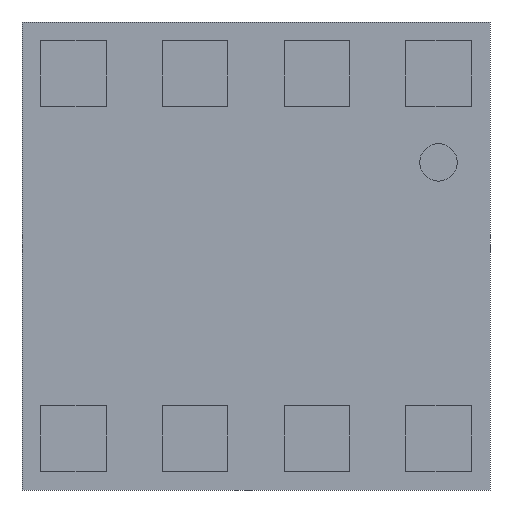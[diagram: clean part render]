
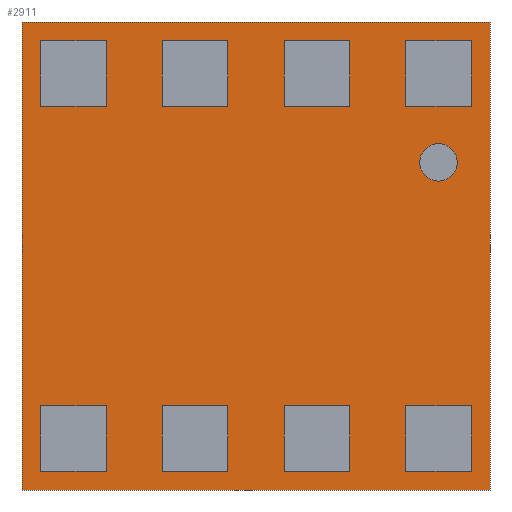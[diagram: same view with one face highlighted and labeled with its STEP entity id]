
A CAD part, left-side view. The second image highlights one B-rep face of the part: STEP entity #2911.
In plain terms, the highlighted planar face has unit normal (-1, 0, 0).
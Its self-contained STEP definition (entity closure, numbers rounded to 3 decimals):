
#2911=ADVANCED_FACE('',(#6551),#6553,.F.);
#6551=FACE_BOUND('',#6552,.T.);
#6552=EDGE_LOOP('',(#8468,#8469,#8470,#8471));
#6553=PLANE('',#6554);
#6554=AXIS2_PLACEMENT_3D('',#6555,#6556,#6557);
#6555=CARTESIAN_POINT('',(0.02,0.,0.));
#6556=DIRECTION('',(1.,0.,0.));
#6557=DIRECTION('',(0.,1.,0.));
#8468=ORIENTED_EDGE('',*,*,#9247,.F.);
#8469=ORIENTED_EDGE('',*,*,#9244,.F.);
#8470=ORIENTED_EDGE('',*,*,#9241,.F.);
#8471=ORIENTED_EDGE('',*,*,#9237,.F.);
#9237=EDGE_CURVE('',#10512,#10513,#10514,.T.);
#9241=EDGE_CURVE('',#10513,#10520,#10521,.T.);
#9244=EDGE_CURVE('',#10520,#10525,#10526,.T.);
#9247=EDGE_CURVE('',#10525,#10512,#10530,.T.);
#10512=VERTEX_POINT('',#13481);
#10513=VERTEX_POINT('',#13482);
#10514=LINE('',#13483,#13484);
#10520=VERTEX_POINT('',#13497);
#10521=LINE('',#13498,#13499);
#10525=VERTEX_POINT('',#13508);
#10526=LINE('',#13509,#13510);
#10530=LINE('',#13519,#13520);
#13481=CARTESIAN_POINT('',(0.02,1.25,1.25));
#13482=CARTESIAN_POINT('',(0.02,-1.25,1.25));
#13483=CARTESIAN_POINT('',(0.02,1.25,1.25));
#13484=VECTOR('',#13485,1.);
#13485=DIRECTION('',(0.,-1.,0.));
#13497=CARTESIAN_POINT('',(0.02,-1.25,-1.25));
#13498=CARTESIAN_POINT('',(0.02,-1.25,1.25));
#13499=VECTOR('',#13500,1.);
#13500=DIRECTION('',(0.,0.,-1.));
#13508=CARTESIAN_POINT('',(0.02,1.25,-1.25));
#13509=CARTESIAN_POINT('',(0.02,-1.25,-1.25));
#13510=VECTOR('',#13511,1.);
#13511=DIRECTION('',(0.,1.,0.));
#13519=CARTESIAN_POINT('',(0.02,1.25,-1.25));
#13520=VECTOR('',#13521,1.);
#13521=DIRECTION('',(0.,0.,1.));
